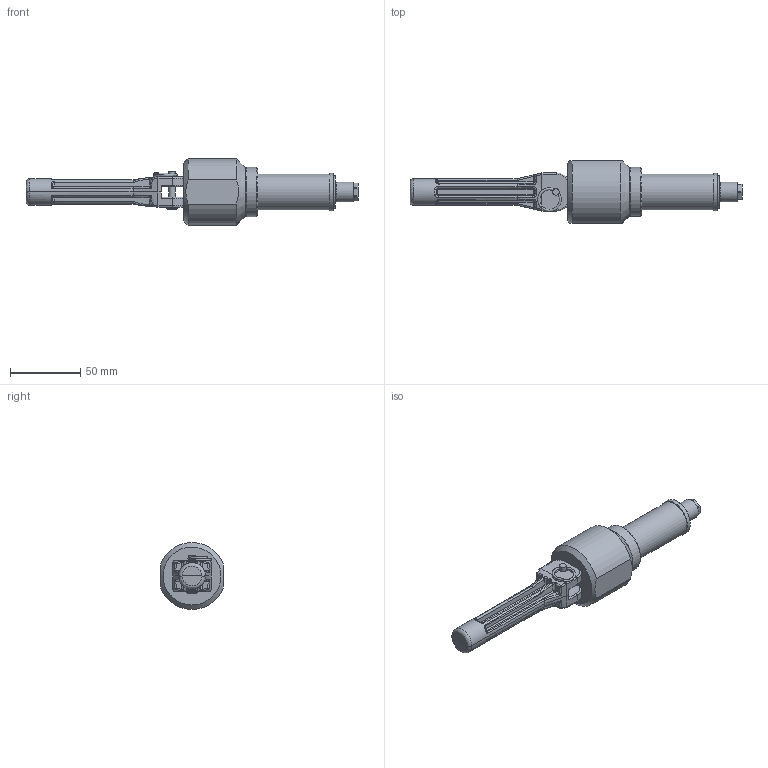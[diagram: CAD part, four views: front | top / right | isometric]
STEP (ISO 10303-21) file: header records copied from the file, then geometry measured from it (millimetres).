
FILE_DESCRIPTION(/* description */ (''),/* implementation_level */ '2;1');
FILE_NAME(/* name */ 'GZNV0620410200.stp',/* time_stamp */ '2018-12-03T14:35:09-06:00',/* author */ ('scottg'),/* organization */ ('FasTest,Inc.'),/* preprocessor_version */ 'ST-DEVELOPER v16.1',/* originating_system */ 'Autodesk Inventor 2016',/* authorisation */ '');
FILE_SCHEMA (('AUTOMOTIVE_DESIGN { 1 0 10303 214 3 1 1 }'));
Length unit declared in the file: inch
Products named in the file (1): GZNV0620410200
Bounding box: 236.4 x 44.45 x 47.62 mm (x, y, z)
Volume: 138911.2 mm3; surface area: 27960.2 mm2
Topology: 1 solids, 1 shells, 248 faces, 613 edges, 368 vertices
Faces by surface type: bspline 95, cylinder 61, plane 55, cone 25, torus 8, sphere 4
Full cylindrical faces by diameter (mm): 4.496 x1, 4.635 x2, 7.874 x1, 7.899 x1, 10.719 x1, 14.224 x1, 23.52 x1, 25.4 x1, 26.924 x1, 34.925 x1
Entity records: 10175 total; most frequent: CARTESIAN_POINT 4700, ORIENTED_EDGE 1152, DIRECTION 909, EDGE_CURVE 576, AXIS2_PLACEMENT_3D 375, VERTEX_POINT 359, EDGE_LOOP 283, FACE_OUTER_BOUND 248
